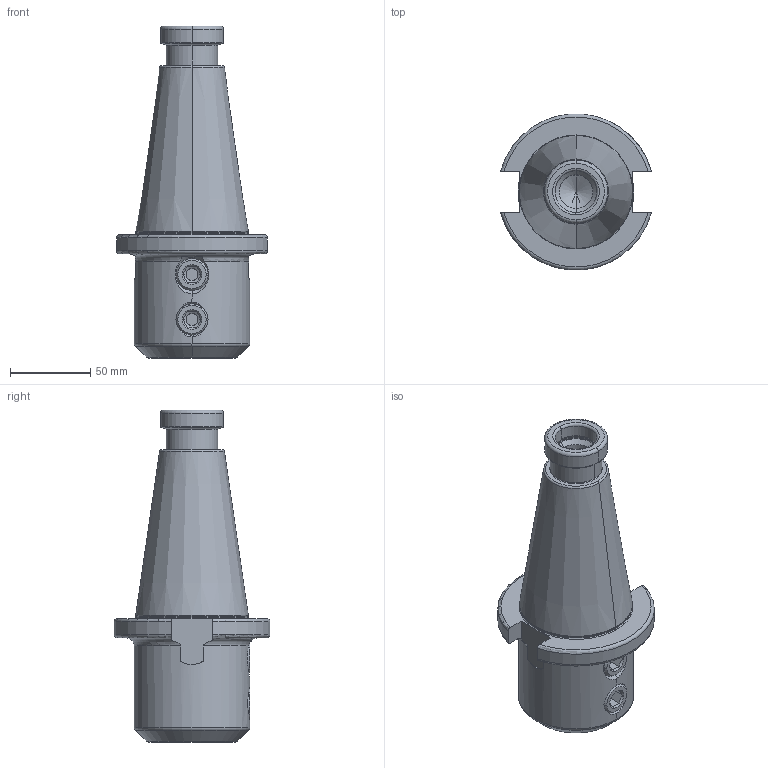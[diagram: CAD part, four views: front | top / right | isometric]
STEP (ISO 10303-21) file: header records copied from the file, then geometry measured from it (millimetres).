
FILE_DESCRIPTION((''),'2;1');
FILE_NAME('501_04_32','2020-09-08T',('103090'),(''),'CREO PARAMETRIC BY PTC INC, 2016260','CREO PARAMETRIC BY PTC INC, 2016260','');
FILE_SCHEMA(('CONFIG_CONTROL_DESIGN'));
Length unit declared in the file: millimetre
Products named in the file (1): 501_04_32
Bounding box: 94.05 x 97.13 x 206.8 mm (x, y, z)
Volume: 544898.8 mm3; surface area: 61374 mm2
Topology: 1 solids, 1 shells, 128 faces, 305 edges, 182 vertices
Faces by surface type: cone 34, plane 34, torus 32, cylinder 28
Entity records: 4240 total; most frequent: CARTESIAN_POINT 1265, DIRECTION 644, ORIENTED_EDGE 606, EDGE_CURVE 303, AXIS2_PLACEMENT_3D 275, VERTEX_POINT 182, CIRCLE 144, EDGE_LOOP 133
